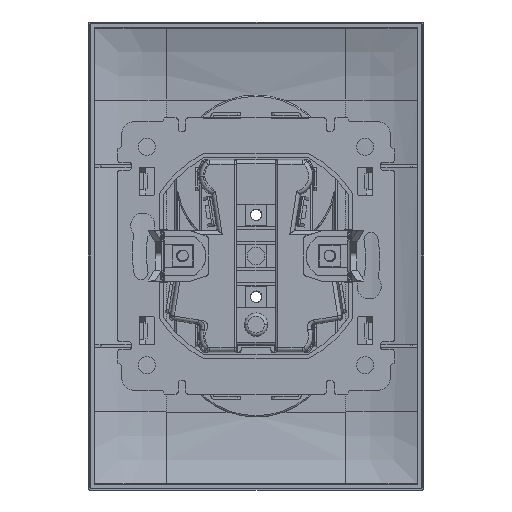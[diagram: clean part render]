
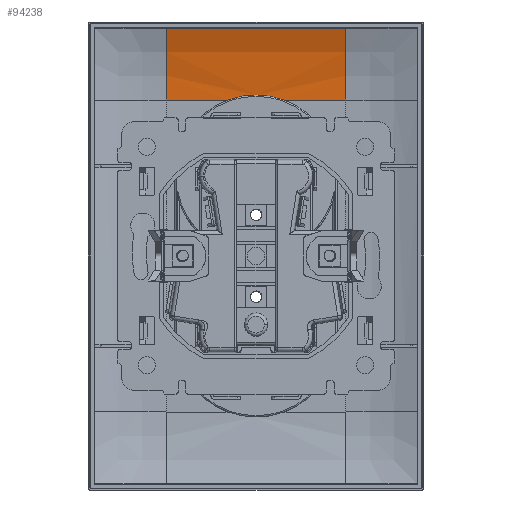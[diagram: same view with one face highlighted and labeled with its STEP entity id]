
A CAD part, front view. The second image highlights one B-rep face of the part: STEP entity #94238.
In plain terms, the highlighted cylindrical face has radius 50.5 mm (diameter 101 mm), a partial arc.
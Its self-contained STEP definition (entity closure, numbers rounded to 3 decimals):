
#187 = CARTESIAN_POINT ( 'NONE',  ( 106.029, 7.698, 40.422 ) ) ;
#1133 = CARTESIAN_POINT ( 'NONE',  ( 100.067, 7.684, 41.278 ) ) ;
#1947 = B_SPLINE_CURVE_WITH_KNOTS ( 'NONE', 3,
 ( #63117, #55891, #48622, #78153 ),
 .UNSPECIFIED., .F., .F.,
 ( 4, 4 ),
 ( 0., 1. ),
 .UNSPECIFIED. ) ;
#2943 = CARTESIAN_POINT ( 'NONE',  ( 77., 7.7, 40. ) ) ;
#4853 = ORIENTED_EDGE ( 'NONE', *, *, #13402, .F. ) ;
#5660 = LINE ( 'NONE', #86475, #51124 ) ;
#5675 = CARTESIAN_POINT ( 'NONE',  ( 36., -42.8, 40. ) ) ;
#6951 = CARTESIAN_POINT ( 'NONE',  ( 100.005, 7.684, 41.278 ) ) ;
#7417 = CARTESIAN_POINT ( 'NONE',  ( 96.752, 7.69, 41.023 ) ) ;
#7905 = CARTESIAN_POINT ( 'NONE',  ( 99.278, 7.683, 41.275 ) ) ;
#8203 = CARTESIAN_POINT ( 'NONE',  ( 123., 4.233, 58.389 ) ) ;
#8538 = VERTEX_POINT ( 'NONE', #9128 ) ;
#8672 = CARTESIAN_POINT ( 'NONE',  ( 123., 6.244, 52.439 ) ) ;
#9128 = CARTESIAN_POINT ( 'NONE',  ( 77., 4.233, 58.389 ) ) ;
#9368 = VERTEX_POINT ( 'NONE', #83767 ) ;
#10696 = B_SPLINE_CURVE_WITH_KNOTS ( 'NONE', 3,
 ( #17367, #44967, #46887, #8672, #38152, #8203 ),
 .UNSPECIFIED., .F., .F.,
 ( 4, 2, 4 ),
 ( 0., 0.5, 1. ),
 .UNSPECIFIED. ) ;
#13402 = EDGE_CURVE ( 'NONE', #8538, #32679, #47582, .T. ) ;
#13757 = EDGE_CURVE ( 'NONE', #91053, #32679, #10696, .T. ) ;
#14370 = DIRECTION ( 'NONE',  ( 1., 0., 0. ) ) ;
#14687 = CARTESIAN_POINT ( 'NONE',  ( 96.916, 7.689, 41.048 ) ) ;
#17254 = ORIENTED_EDGE ( 'NONE', *, *, #33902, .F. ) ;
#17367 = CARTESIAN_POINT ( 'NONE',  ( 123., 7.7, 40. ) ) ;
#17874 = B_SPLINE_CURVE_WITH_KNOTS ( 'NONE', 3,
 ( #45150, #187, #23864, #82396, #59174, #29180, #80968, #73221, #74176, #37883, #1133, #88224, #29679, #58690, #6951, #21933, #53350, #7905, #73694, #22415, #65926, #95480, #14687, #7417, #45624, #74657, #37409, #36918, #30615, #89659, #23371, #88705, #66410 ),
 .UNSPECIFIED., .F., .F.,
 ( 4, 2, 2, 1, 1, 1, 1, 1, 1, 1, 2, 2, 2, 2, 2, 1, 1, 1, 1, 2, 2, 4 ),
 ( 0., 0.25, 0.375, 0.438, 0.469, 0.484, 0.492, 0.496, 0.498, 0.499, 0.5, 0.5, 0.625, 0.688, 0.719, 0.734, 0.742, 0.746, 0.748, 0.749, 0.75, 1. ),
 .UNSPECIFIED. ) ;
#17920 = ORIENTED_EDGE ( 'NONE', *, *, #49469, .T. ) ;
#19659 = CARTESIAN_POINT ( 'NONE',  ( 123., 7.7, 40. ) ) ;
#21933 = CARTESIAN_POINT ( 'NONE',  ( 100.001, 7.684, 41.278 ) ) ;
#22415 = CARTESIAN_POINT ( 'NONE',  ( 98.018, 7.686, 41.187 ) ) ;
#23289 = CARTESIAN_POINT ( 'NONE',  ( 123., 4.233, 58.389 ) ) ;
#23371 = CARTESIAN_POINT ( 'NONE',  ( 95.048, 7.695, 40.723 ) ) ;
#23864 = CARTESIAN_POINT ( 'NONE',  ( 104.846, 7.696, 40.742 ) ) ;
#25407 = EDGE_LOOP ( 'NONE', ( #59702, #93360, #4853, #17254, #17920, #56900 ) ) ;
#29180 = CARTESIAN_POINT ( 'NONE',  ( 101.525, 7.688, 41.224 ) ) ;
#29679 = CARTESIAN_POINT ( 'NONE',  ( 100.017, 7.684, 41.278 ) ) ;
#29682 = CARTESIAN_POINT ( 'NONE',  ( 107.175, 7.7, 40. ) ) ;
#30538 = CARTESIAN_POINT ( 'NONE',  ( 107.667, 4.233, 58.389 ) ) ;
#30615 = CARTESIAN_POINT ( 'NONE',  ( 96.369, 7.691, 40.958 ) ) ;
#31026 = CARTESIAN_POINT ( 'NONE',  ( 92.333, 4.233, 58.389 ) ) ;
#32679 = VERTEX_POINT ( 'NONE', #35032 ) ;
#33902 = EDGE_CURVE ( 'NONE', #59136, #8538, #1947, .T. ) ;
#35032 = CARTESIAN_POINT ( 'NONE',  ( 123., 4.233, 58.389 ) ) ;
#36918 = CARTESIAN_POINT ( 'NONE',  ( 96.383, 7.691, 40.961 ) ) ;
#37409 = CARTESIAN_POINT ( 'NONE',  ( 96.405, 7.691, 40.965 ) ) ;
#37883 = CARTESIAN_POINT ( 'NONE',  ( 100.134, 7.684, 41.278 ) ) ;
#38152 = CARTESIAN_POINT ( 'NONE',  ( 123., 5.375, 55.468 ) ) ;
#38765 = CARTESIAN_POINT ( 'NONE',  ( 77., 4.233, 58.389 ) ) ;
#41128 = LINE ( 'NONE', #2943, #71170 ) ;
#44967 = CARTESIAN_POINT ( 'NONE',  ( 123., 7.7, 43.137 ) ) ;
#45150 = CARTESIAN_POINT ( 'NONE',  ( 107.175, 7.7, 40. ) ) ;
#45624 = CARTESIAN_POINT ( 'NONE',  ( 96.555, 7.69, 40.991 ) ) ;
#46887 = CARTESIAN_POINT ( 'NONE',  ( 123., 7.407, 46.274 ) ) ;
#47582 = B_SPLINE_CURVE_WITH_KNOTS ( 'NONE', 3,
 ( #38765, #31026, #30538, #23289 ),
 .UNSPECIFIED., .F., .F.,
 ( 4, 4 ),
 ( 0., 1. ),
 .UNSPECIFIED. ) ;
#48622 = CARTESIAN_POINT ( 'NONE',  ( 77., 6.515, 52.547 ) ) ;
#49214 = CYLINDRICAL_SURFACE ( 'NONE', #71846, 50.5 ) ;
#49469 = EDGE_CURVE ( 'NONE', #59136, #9368, #41128, .T. ) ;
#49916 = EDGE_CURVE ( 'NONE', #57604, #91053, #5660, .T. ) ;
#51124 = VECTOR ( 'NONE', #78748, 1000. ) ;
#53350 = CARTESIAN_POINT ( 'NONE',  ( 99.723, 7.683, 41.278 ) ) ;
#54217 = CARTESIAN_POINT ( 'NONE',  ( 77., 7.7, 40. ) ) ;
#55891 = CARTESIAN_POINT ( 'NONE',  ( 77., 7.7, 46.271 ) ) ;
#56900 = ORIENTED_EDGE ( 'NONE', *, *, #86706, .F. ) ;
#57604 = VERTEX_POINT ( 'NONE', #29682 ) ;
#58690 = CARTESIAN_POINT ( 'NONE',  ( 100.01, 7.684, 41.278 ) ) ;
#59136 = VERTEX_POINT ( 'NONE', #54217 ) ;
#59174 = CARTESIAN_POINT ( 'NONE',  ( 102.437, 7.691, 41.144 ) ) ;
#59702 = ORIENTED_EDGE ( 'NONE', *, *, #49916, .T. ) ;
#61946 = DIRECTION ( 'NONE',  ( 1., 0., 0. ) ) ;
#63117 = CARTESIAN_POINT ( 'NONE',  ( 77., 7.7, 40. ) ) ;
#63739 = DIRECTION ( 'NONE',  ( 0., 0., -1. ) ) ;
#65926 = CARTESIAN_POINT ( 'NONE',  ( 97.439, 7.687, 41.121 ) ) ;
#66410 = CARTESIAN_POINT ( 'NONE',  ( 92.825, 7.7, 40. ) ) ;
#71170 = VECTOR ( 'NONE', #61946, 1000. ) ;
#71846 = AXIS2_PLACEMENT_3D ( 'NONE', #5675, #14370, #63739 ) ;
#71955 = FACE_OUTER_BOUND ( 'NONE', #25407, .T. ) ;
#73221 = CARTESIAN_POINT ( 'NONE',  ( 100.534, 7.685, 41.272 ) ) ;
#73694 = CARTESIAN_POINT ( 'NONE',  ( 98.364, 7.685, 41.216 ) ) ;
#74176 = CARTESIAN_POINT ( 'NONE',  ( 100.267, 7.685, 41.277 ) ) ;
#74657 = CARTESIAN_POINT ( 'NONE',  ( 96.455, 7.691, 40.974 ) ) ;
#78153 = CARTESIAN_POINT ( 'NONE',  ( 77., 4.233, 58.389 ) ) ;
#78748 = DIRECTION ( 'NONE',  ( 1., 0., 0. ) ) ;
#80968 = CARTESIAN_POINT ( 'NONE',  ( 101.068, 7.687, 41.255 ) ) ;
#82396 = CARTESIAN_POINT ( 'NONE',  ( 103.043, 7.692, 41.063 ) ) ;
#83767 = CARTESIAN_POINT ( 'NONE',  ( 92.825, 7.7, 40. ) ) ;
#86475 = CARTESIAN_POINT ( 'NONE',  ( 107.175, 7.7, 40. ) ) ;
#86706 = EDGE_CURVE ( 'NONE', #57604, #9368, #17874, .T. ) ;
#88224 = CARTESIAN_POINT ( 'NONE',  ( 100.033, 7.684, 41.278 ) ) ;
#88705 = CARTESIAN_POINT ( 'NONE',  ( 93.87, 7.699, 40.385 ) ) ;
#89659 = CARTESIAN_POINT ( 'NONE',  ( 96.359, 7.691, 40.957 ) ) ;
#91053 = VERTEX_POINT ( 'NONE', #19659 ) ;
#93360 = ORIENTED_EDGE ( 'NONE', *, *, #13757, .T. ) ;
#94238 = ADVANCED_FACE ( 'NONE', ( #71955 ), #49214, .F. ) ;
#95480 = CARTESIAN_POINT ( 'NONE',  ( 97.235, 7.688, 41.095 ) ) ;
